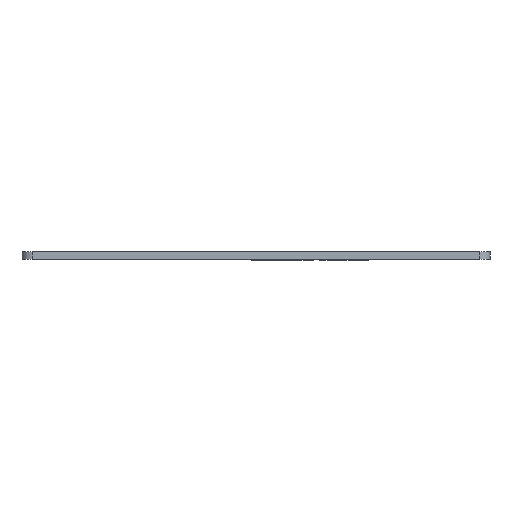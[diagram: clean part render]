
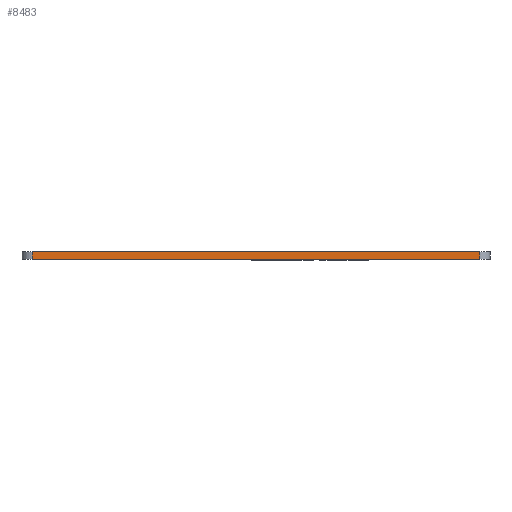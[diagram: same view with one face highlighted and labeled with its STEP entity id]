
A CAD part, front view. The second image highlights one B-rep face of the part: STEP entity #8483.
In plain terms, the highlighted planar face has unit normal (0, -1, 0).
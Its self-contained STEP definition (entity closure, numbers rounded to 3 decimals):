
#229=PLANE('',#8673);
#663=FACE_OUTER_BOUND('',#1151,.T.);
#1151=EDGE_LOOP('',(#7534,#7535,#7536,#7537));
#1255=LINE('',#10552,#1873);
#1757=LINE('',#17405,#2375);
#1758=LINE('',#17408,#2376);
#1759=LINE('',#17409,#2377);
#1873=VECTOR('',#8809,10.);
#2375=VECTOR('',#9551,10.);
#2376=VECTOR('',#9554,10.);
#2377=VECTOR('',#9555,10.);
#3134=VERTEX_POINT('',#10538);
#3140=VERTEX_POINT('',#10550);
#3870=VERTEX_POINT('',#17401);
#3872=VERTEX_POINT('',#17407);
#4033=EDGE_CURVE('',#3140,#3134,#1255,.T.);
#5111=EDGE_CURVE('',#3134,#3870,#1757,.T.);
#5112=EDGE_CURVE('',#3872,#3140,#1758,.T.);
#5113=EDGE_CURVE('',#3870,#3872,#1759,.T.);
#7534=ORIENTED_EDGE('',*,*,#5111,.F.);
#7535=ORIENTED_EDGE('',*,*,#4033,.F.);
#7536=ORIENTED_EDGE('',*,*,#5112,.F.);
#7537=ORIENTED_EDGE('',*,*,#5113,.F.);
#8483=ADVANCED_FACE('',(#663),#229,.T.);
#8673=AXIS2_PLACEMENT_3D('',#17406,#9552,#9553);
#8809=DIRECTION('',(-1.,0.,0.));
#9551=DIRECTION('',(0.,0.,1.));
#9552=DIRECTION('center_axis',(0.,-1.,0.));
#9553=DIRECTION('ref_axis',(1.,0.,0.));
#9554=DIRECTION('',(0.,0.,-1.));
#9555=DIRECTION('',(1.,0.,0.));
#10538=CARTESIAN_POINT('',(-4.975,-88.225,0.));
#10550=CARTESIAN_POINT('',(81.465,-88.225,0.));
#10552=CARTESIAN_POINT('',(83.465,-88.225,0.));
#17401=CARTESIAN_POINT('',(-4.975,-88.225,1.5));
#17405=CARTESIAN_POINT('',(-4.975,-88.225,0.));
#17406=CARTESIAN_POINT('Origin',(-6.975,-88.225,0.));
#17407=CARTESIAN_POINT('',(81.465,-88.225,1.5));
#17408=CARTESIAN_POINT('',(81.465,-88.225,0.));
#17409=CARTESIAN_POINT('',(83.465,-88.225,1.5));
